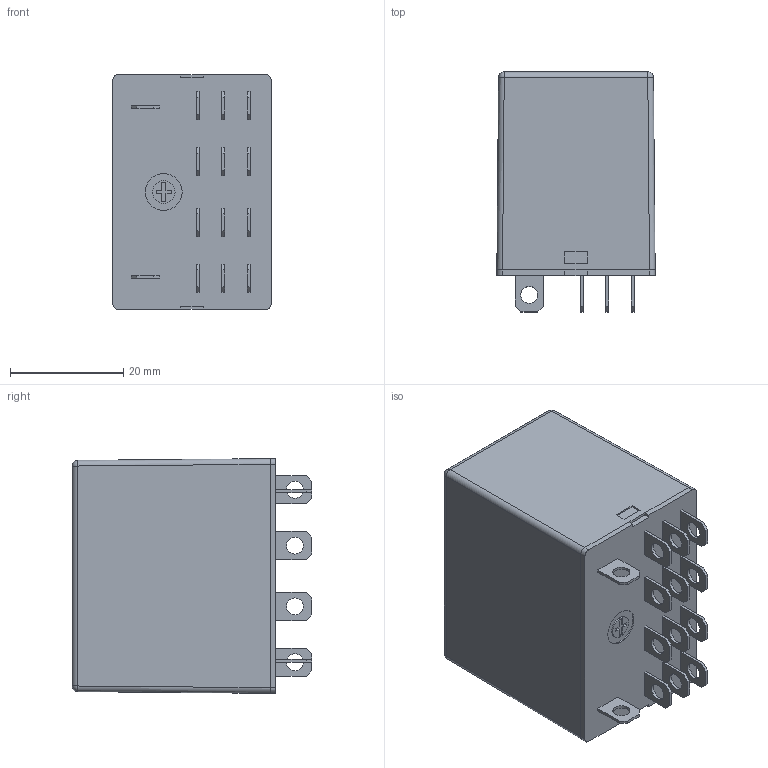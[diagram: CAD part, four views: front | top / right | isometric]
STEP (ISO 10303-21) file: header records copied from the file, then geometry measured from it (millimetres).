
FILE_DESCRIPTION (( 'STEP AP214' ), '1' );
FILE_NAME ('QL4X1-D24.STEP', '2013-12-02T19:01:22', ( '' ), ( '' ), 'SwSTEP 2.0', 'SolidWorks 2013', '' );
FILE_SCHEMA (( 'AUTOMOTIVE_DESIGN' ));
Length unit declared in the file: millimetre
Products named in the file (1): QL4X1-D24
Bounding box: 28 x 42.4 x 41.5 mm (x, y, z)
Volume: 41145.2 mm3; surface area: 7955.7 mm2
Topology: 1 solids, 1 shells, 191 faces, 490 edges, 316 vertices
Faces by surface type: plane 143, cylinder 44, sphere 4
Entity records: 7875 total; most frequent: CARTESIAN_POINT 1018, ORIENTED_EDGE 972, DIRECTION 938, EDGE_CURVE 486, LINE 402, VECTOR 402, VERTEX_POINT 316, AXIS2_PLACEMENT_3D 268
